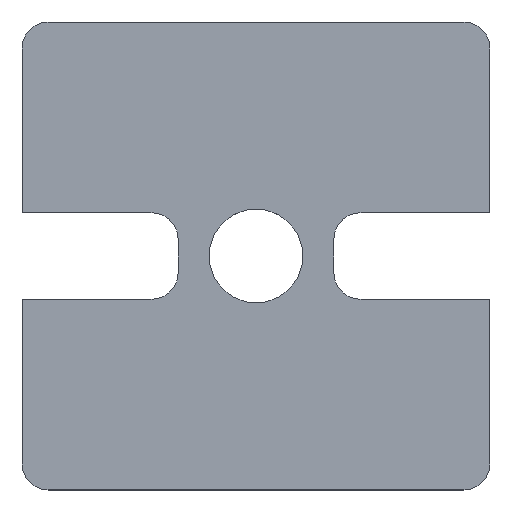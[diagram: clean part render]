
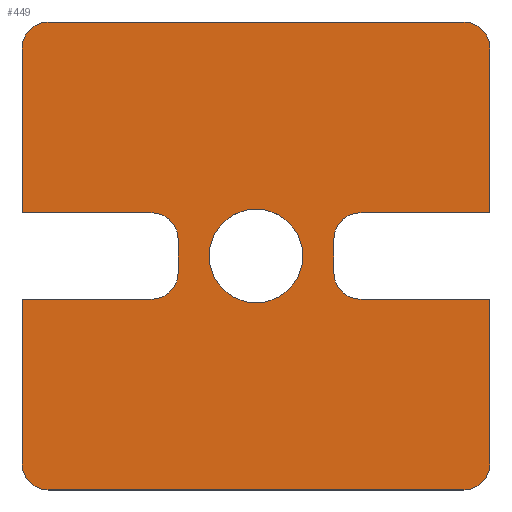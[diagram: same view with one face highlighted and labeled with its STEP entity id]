
A CAD part, top view. The second image highlights one B-rep face of the part: STEP entity #449.
In plain terms, the highlighted planar face has unit normal (0, 0, 1).
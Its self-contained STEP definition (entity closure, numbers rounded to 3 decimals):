
#16=FACE_BOUND('',#78,.T.);
#30=PLANE('',#510);
#53=FACE_OUTER_BOUND('',#77,.T.);
#77=EDGE_LOOP('',(#397,#398,#399,#400,#401,#402,#403,#404,#405,#406,#407,
#408,#409,#410,#411,#412,#413,#414,#415,#416));
#78=EDGE_LOOP('',(#417));
#92=LINE('',#691,#137);
#96=LINE('',#700,#141);
#99=LINE('',#708,#144);
#101=LINE('',#712,#146);
#104=LINE('',#720,#149);
#107=LINE('',#728,#152);
#109=LINE('',#732,#154);
#112=LINE('',#740,#157);
#115=LINE('',#748,#160);
#117=LINE('',#752,#162);
#120=LINE('',#760,#165);
#123=LINE('',#767,#168);
#137=VECTOR('',#552,10.);
#141=VECTOR('',#562,10.);
#144=VECTOR('',#571,10.);
#146=VECTOR('',#575,10.);
#149=VECTOR('',#584,10.);
#152=VECTOR('',#593,10.);
#154=VECTOR('',#597,10.);
#157=VECTOR('',#606,10.);
#160=VECTOR('',#615,10.);
#162=VECTOR('',#619,10.);
#165=VECTOR('',#628,10.);
#168=VECTOR('',#637,10.);
#170=CIRCLE('',#472,4.5);
#179=CIRCLE('',#484,2.5);
#180=CIRCLE('',#487,2.5);
#181=CIRCLE('',#491,2.5);
#182=CIRCLE('',#494,2.5);
#183=CIRCLE('',#498,2.5);
#184=CIRCLE('',#501,2.5);
#185=CIRCLE('',#505,2.5);
#186=CIRCLE('',#508,2.5);
#188=VERTEX_POINT('',#644);
#209=VERTEX_POINT('',#689);
#210=VERTEX_POINT('',#690);
#211=VERTEX_POINT('',#695);
#212=VERTEX_POINT('',#699);
#213=VERTEX_POINT('',#703);
#214=VERTEX_POINT('',#707);
#215=VERTEX_POINT('',#711);
#216=VERTEX_POINT('',#715);
#217=VERTEX_POINT('',#719);
#218=VERTEX_POINT('',#723);
#219=VERTEX_POINT('',#727);
#220=VERTEX_POINT('',#731);
#221=VERTEX_POINT('',#735);
#222=VERTEX_POINT('',#739);
#223=VERTEX_POINT('',#743);
#224=VERTEX_POINT('',#747);
#225=VERTEX_POINT('',#751);
#226=VERTEX_POINT('',#755);
#227=VERTEX_POINT('',#759);
#228=VERTEX_POINT('',#763);
#231=EDGE_CURVE('',#188,#188,#170,.T.);
#252=EDGE_CURVE('',#209,#210,#92,.T.);
#255=EDGE_CURVE('',#210,#211,#179,.T.);
#257=EDGE_CURVE('',#211,#212,#96,.T.);
#259=EDGE_CURVE('',#212,#213,#180,.T.);
#261=EDGE_CURVE('',#213,#214,#99,.T.);
#263=EDGE_CURVE('',#214,#215,#101,.T.);
#265=EDGE_CURVE('',#215,#216,#181,.T.);
#267=EDGE_CURVE('',#216,#217,#104,.T.);
#269=EDGE_CURVE('',#217,#218,#182,.T.);
#271=EDGE_CURVE('',#218,#219,#107,.T.);
#273=EDGE_CURVE('',#219,#220,#109,.T.);
#275=EDGE_CURVE('',#220,#221,#183,.T.);
#277=EDGE_CURVE('',#221,#222,#112,.T.);
#279=EDGE_CURVE('',#222,#223,#184,.T.);
#281=EDGE_CURVE('',#223,#224,#115,.T.);
#283=EDGE_CURVE('',#224,#225,#117,.T.);
#285=EDGE_CURVE('',#225,#226,#185,.T.);
#287=EDGE_CURVE('',#226,#227,#120,.T.);
#289=EDGE_CURVE('',#227,#228,#186,.T.);
#291=EDGE_CURVE('',#228,#209,#123,.T.);
#397=ORIENTED_EDGE('',*,*,#252,.F.);
#398=ORIENTED_EDGE('',*,*,#291,.F.);
#399=ORIENTED_EDGE('',*,*,#289,.F.);
#400=ORIENTED_EDGE('',*,*,#287,.F.);
#401=ORIENTED_EDGE('',*,*,#285,.F.);
#402=ORIENTED_EDGE('',*,*,#283,.F.);
#403=ORIENTED_EDGE('',*,*,#281,.F.);
#404=ORIENTED_EDGE('',*,*,#279,.F.);
#405=ORIENTED_EDGE('',*,*,#277,.F.);
#406=ORIENTED_EDGE('',*,*,#275,.F.);
#407=ORIENTED_EDGE('',*,*,#273,.F.);
#408=ORIENTED_EDGE('',*,*,#271,.F.);
#409=ORIENTED_EDGE('',*,*,#269,.F.);
#410=ORIENTED_EDGE('',*,*,#267,.F.);
#411=ORIENTED_EDGE('',*,*,#265,.F.);
#412=ORIENTED_EDGE('',*,*,#263,.F.);
#413=ORIENTED_EDGE('',*,*,#261,.F.);
#414=ORIENTED_EDGE('',*,*,#259,.F.);
#415=ORIENTED_EDGE('',*,*,#257,.F.);
#416=ORIENTED_EDGE('',*,*,#255,.F.);
#417=ORIENTED_EDGE('',*,*,#231,.T.);
#449=ADVANCED_FACE('',(#53,#16),#30,.T.);
#472=AXIS2_PLACEMENT_3D('',#646,#518,#519);
#484=AXIS2_PLACEMENT_3D('',#696,#557,#558);
#487=AXIS2_PLACEMENT_3D('',#704,#566,#567);
#491=AXIS2_PLACEMENT_3D('',#716,#579,#580);
#494=AXIS2_PLACEMENT_3D('',#724,#588,#589);
#498=AXIS2_PLACEMENT_3D('',#736,#601,#602);
#501=AXIS2_PLACEMENT_3D('',#744,#610,#611);
#505=AXIS2_PLACEMENT_3D('',#756,#623,#624);
#508=AXIS2_PLACEMENT_3D('',#764,#632,#633);
#510=AXIS2_PLACEMENT_3D('',#768,#638,#639);
#518=DIRECTION('center_axis',(0.,0.,-1.));
#519=DIRECTION('ref_axis',(-1.,0.,0.));
#552=DIRECTION('',(0.,1.,0.));
#557=DIRECTION('center_axis',(0.,0.,-1.));
#558=DIRECTION('ref_axis',(0.,1.,0.));
#562=DIRECTION('',(1.,0.,0.));
#566=DIRECTION('center_axis',(0.,0.,-1.));
#567=DIRECTION('ref_axis',(1.,0.,0.));
#571=DIRECTION('',(0.,-1.,0.));
#575=DIRECTION('',(-1.,0.,0.));
#579=DIRECTION('center_axis',(0.,0.,1.));
#580=DIRECTION('ref_axis',(0.,-1.,0.));
#584=DIRECTION('',(0.,-1.,0.));
#588=DIRECTION('center_axis',(0.,0.,1.));
#589=DIRECTION('ref_axis',(1.,0.,0.));
#593=DIRECTION('',(1.,0.,0.));
#597=DIRECTION('',(0.,-1.,0.));
#601=DIRECTION('center_axis',(0.,0.,-1.));
#602=DIRECTION('ref_axis',(0.,-1.,0.));
#606=DIRECTION('',(-1.,0.,0.));
#610=DIRECTION('center_axis',(0.,0.,-1.));
#611=DIRECTION('ref_axis',(-1.,0.,0.));
#615=DIRECTION('',(0.,1.,0.));
#619=DIRECTION('',(1.,0.,0.));
#623=DIRECTION('center_axis',(0.,0.,1.));
#624=DIRECTION('ref_axis',(0.,1.,0.));
#628=DIRECTION('',(0.,1.,0.));
#632=DIRECTION('center_axis',(0.,0.,1.));
#633=DIRECTION('ref_axis',(-1.,0.,0.));
#637=DIRECTION('',(-1.,0.,0.));
#638=DIRECTION('center_axis',(0.,0.,1.));
#639=DIRECTION('ref_axis',(1.,0.,0.));
#644=CARTESIAN_POINT('',(4.5,0.,0.5));
#646=CARTESIAN_POINT('Origin',(0.,0.,0.5));
#689=CARTESIAN_POINT('',(-22.5,4.15,0.5));
#690=CARTESIAN_POINT('',(-22.5,20.,0.5));
#691=CARTESIAN_POINT('',(-22.5,20.,0.5));
#695=CARTESIAN_POINT('',(-20.,22.5,0.5));
#696=CARTESIAN_POINT('Origin',(-20.,20.,0.5));
#699=CARTESIAN_POINT('',(20.,22.5,0.5));
#700=CARTESIAN_POINT('',(20.,22.5,0.5));
#703=CARTESIAN_POINT('',(22.5,20.,0.5));
#704=CARTESIAN_POINT('Origin',(20.,20.,0.5));
#707=CARTESIAN_POINT('',(22.5,4.15,0.5));
#708=CARTESIAN_POINT('',(22.5,4.15,0.5));
#711=CARTESIAN_POINT('',(10.,4.15,0.5));
#712=CARTESIAN_POINT('',(10.,4.15,0.5));
#715=CARTESIAN_POINT('',(7.5,1.65,0.5));
#716=CARTESIAN_POINT('Origin',(10.,1.65,0.5));
#719=CARTESIAN_POINT('',(7.5,-1.65,0.5));
#720=CARTESIAN_POINT('',(7.5,-1.65,0.5));
#723=CARTESIAN_POINT('',(10.,-4.15,0.5));
#724=CARTESIAN_POINT('Origin',(10.,-1.65,0.5));
#727=CARTESIAN_POINT('',(22.5,-4.15,0.5));
#728=CARTESIAN_POINT('',(22.5,-4.15,0.5));
#731=CARTESIAN_POINT('',(22.5,-20.,0.5));
#732=CARTESIAN_POINT('',(22.5,-20.,0.5));
#735=CARTESIAN_POINT('',(20.,-22.5,0.5));
#736=CARTESIAN_POINT('Origin',(20.,-20.,0.5));
#739=CARTESIAN_POINT('',(-20.,-22.5,0.5));
#740=CARTESIAN_POINT('',(-20.,-22.5,0.5));
#743=CARTESIAN_POINT('',(-22.5,-20.,0.5));
#744=CARTESIAN_POINT('Origin',(-20.,-20.,0.5));
#747=CARTESIAN_POINT('',(-22.5,-4.15,0.5));
#748=CARTESIAN_POINT('',(-22.5,-4.15,0.5));
#751=CARTESIAN_POINT('',(-10.,-4.15,0.5));
#752=CARTESIAN_POINT('',(-10.,-4.15,0.5));
#755=CARTESIAN_POINT('',(-7.5,-1.65,0.5));
#756=CARTESIAN_POINT('Origin',(-10.,-1.65,0.5));
#759=CARTESIAN_POINT('',(-7.5,1.65,0.5));
#760=CARTESIAN_POINT('',(-7.5,1.65,0.5));
#763=CARTESIAN_POINT('',(-10.,4.15,0.5));
#764=CARTESIAN_POINT('Origin',(-10.,1.65,0.5));
#767=CARTESIAN_POINT('',(-22.5,4.15,0.5));
#768=CARTESIAN_POINT('Origin',(0.,0.,
0.5));
